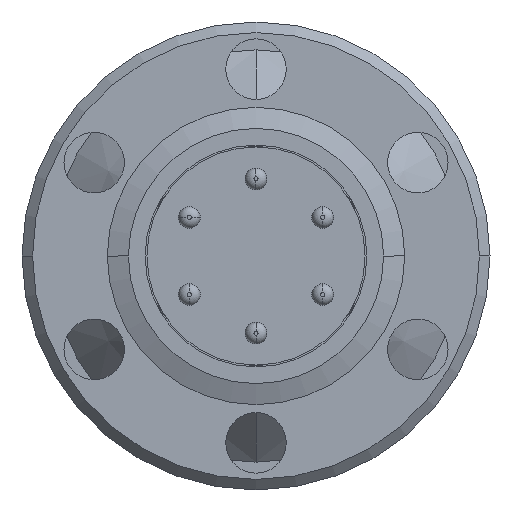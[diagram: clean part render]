
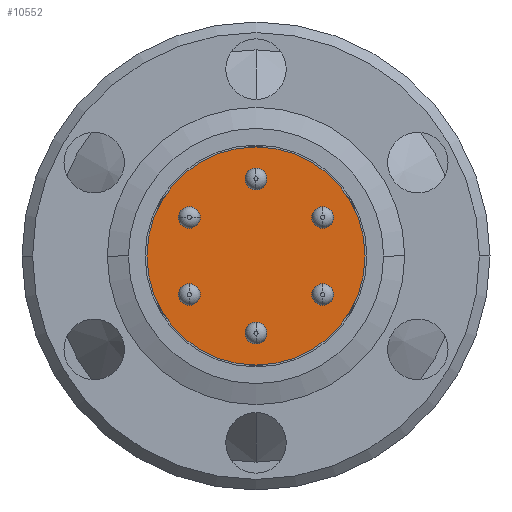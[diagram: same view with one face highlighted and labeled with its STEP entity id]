
A CAD part, front view. The second image highlights one B-rep face of the part: STEP entity #10552.
In plain terms, the highlighted planar face has unit normal (0, -1, 0).
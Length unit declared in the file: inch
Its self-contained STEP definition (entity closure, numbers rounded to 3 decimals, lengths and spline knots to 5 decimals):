
#795 = EDGE_LOOP ( 'NONE', ( #5921, #5922 ) ) ;
#802 = EDGE_LOOP ( 'NONE', ( #5923, #5924 ) ) ;
#803 = EDGE_LOOP ( 'NONE', ( #5925, #1381 ) ) ;
#809 = EDGE_LOOP ( 'NONE', ( #5919, #5920 ) ) ;
#810 = EDGE_LOOP ( 'NONE', ( #1314, #1323 ) ) ;
#811 = EDGE_LOOP ( 'NONE', ( #1382, #1313 ) ) ;
#814 = EDGE_LOOP ( 'NONE', ( #1325, #1328 ) ) ;
#1313 = ORIENTED_EDGE ( 'NONE', *, *, #4184, .F. ) ;
#1314 = ORIENTED_EDGE ( 'NONE', *, *, #10698, .F. ) ;
#1323 = ORIENTED_EDGE ( 'NONE', *, *, #4183, .F. ) ;
#1325 = ORIENTED_EDGE ( 'NONE', *, *, #4182, .F. ) ;
#1328 = ORIENTED_EDGE ( 'NONE', *, *, #10737, .F. ) ;
#1381 = ORIENTED_EDGE ( 'NONE', *, *, #4185, .F. ) ;
#1382 = ORIENTED_EDGE ( 'NONE', *, *, #10694, .F. ) ;
#1636 = AXIS2_PLACEMENT_3D ( 'NONE', #3702, #3704, #3705 ) ;
#1638 = AXIS2_PLACEMENT_3D ( 'NONE', #3719, #3720, #3722 ) ;
#1640 = AXIS2_PLACEMENT_3D ( 'NONE', #3739, #3741, #3742 ) ;
#1642 = AXIS2_PLACEMENT_3D ( 'NONE', #3756, #3758, #3760 ) ;
#1644 = AXIS2_PLACEMENT_3D ( 'NONE', #3776, #3778, #3780 ) ;
#1646 = AXIS2_PLACEMENT_3D ( 'NONE', #3805, #3808, #3810 ) ;
#1677 = AXIS2_PLACEMENT_3D ( 'NONE', #3721, #3723, #3724 ) ;
#1907 = AXIS2_PLACEMENT_3D ( 'NONE', #2742, #2737, #2743 ) ;
#2024 = CARTESIAN_POINT ( 'NONE',  ( 0.15966, -0.50552, 0.1095 ) ) ;
#2027 = CARTESIAN_POINT ( 'NONE',  ( -0.21966, -0.50552, 0.1095 ) ) ;
#2051 = CARTESIAN_POINT ( 'NONE',  ( -0.21966, -0.50552, -0.1095 ) ) ;
#2058 = CIRCLE ( 'NONE', #4018, 0.03 ) ;
#2059 = CARTESIAN_POINT ( 'NONE',  ( 0.03, -0.50552, 0.219 ) ) ;
#2061 = CIRCLE ( 'NONE', #4019, 0.03 ) ;
#2062 = CARTESIAN_POINT ( 'NONE',  ( -0.31, -0.50552, 0. ) ) ;
#2066 = CIRCLE ( 'NONE', #4020, 0.03 ) ;
#2071 = CIRCLE ( 'NONE', #4021, 0.03 ) ;
#2073 = CIRCLE ( 'NONE', #4023, 0.03 ) ;
#2075 = CIRCLE ( 'NONE', #4022, 0.03 ) ;
#2080 = CARTESIAN_POINT ( 'NONE',  ( 0.31, -0.50552, 0. ) ) ;
#2081 = CIRCLE ( 'NONE', #4024, 0.31 ) ;
#2102 = CARTESIAN_POINT ( 'NONE',  ( 0.03, -0.50552, -0.219 ) ) ;
#2106 = CARTESIAN_POINT ( 'NONE',  ( 0.21966, -0.50552, 0.1095 ) ) ;
#2110 = CARTESIAN_POINT ( 'NONE',  ( -0.03, -0.50552, -0.219 ) ) ;
#2131 = CARTESIAN_POINT ( 'NONE',  ( 0.21966, -0.50552, -0.1095 ) ) ;
#2135 = CARTESIAN_POINT ( 'NONE',  ( 0.15966, -0.50552, -0.1095 ) ) ;
#2737 = DIRECTION ( 'NONE',  ( 0., 1., 0. ) ) ;
#2740 = PLANE ( 'NONE',  #1907 ) ;
#2742 = CARTESIAN_POINT ( 'NONE',  ( 0., -0.50552, 0. ) ) ;
#2743 = DIRECTION ( 'NONE',  ( -1., 0., 0. ) ) ;
#3702 = CARTESIAN_POINT ( 'NONE',  ( -0.18966, -0.50552, -0.1095 ) ) ;
#3704 = DIRECTION ( 'NONE',  ( 0., -1., 0. ) ) ;
#3705 = DIRECTION ( 'NONE',  ( -1., 0., 0. ) ) ;
#3719 = CARTESIAN_POINT ( 'NONE',  ( -0.18966, -0.50552, 0.1095 ) ) ;
#3720 = DIRECTION ( 'NONE',  ( 0., -1., 0. ) ) ;
#3721 = CARTESIAN_POINT ( 'NONE',  ( 0., -0.50552, 0. ) ) ;
#3722 = DIRECTION ( 'NONE',  ( -1., 0., 0. ) ) ;
#3723 = DIRECTION ( 'NONE',  ( 0., 1., 0. ) ) ;
#3724 = DIRECTION ( 'NONE',  ( 1., 0., 0. ) ) ;
#3739 = CARTESIAN_POINT ( 'NONE',  ( 0., -0.50552, 0.219 ) ) ;
#3741 = DIRECTION ( 'NONE',  ( 0., -1., 0. ) ) ;
#3742 = DIRECTION ( 'NONE',  ( -1., 0., 0. ) ) ;
#3756 = CARTESIAN_POINT ( 'NONE',  ( 0.18966, -0.50552, 0.1095 ) ) ;
#3758 = DIRECTION ( 'NONE',  ( 0., -1., 0. ) ) ;
#3760 = DIRECTION ( 'NONE',  ( -1., 0., 0. ) ) ;
#3776 = CARTESIAN_POINT ( 'NONE',  ( 0.18966, -0.50552, -0.1095 ) ) ;
#3778 = DIRECTION ( 'NONE',  ( 0., -1., 0. ) ) ;
#3780 = DIRECTION ( 'NONE',  ( -1., 0., 0. ) ) ;
#3805 = CARTESIAN_POINT ( 'NONE',  ( 0., -0.50552, -0.219 ) ) ;
#3808 = DIRECTION ( 'NONE',  ( 0., -1., 0. ) ) ;
#3810 = DIRECTION ( 'NONE',  ( -1., 0., 0. ) ) ;
#4018 = AXIS2_PLACEMENT_3D ( 'NONE', #8513, #8512, #8511 ) ;
#4019 = AXIS2_PLACEMENT_3D ( 'NONE', #8517, #8516, #8515 ) ;
#4020 = AXIS2_PLACEMENT_3D ( 'NONE', #8522, #8521, #8520 ) ;
#4021 = AXIS2_PLACEMENT_3D ( 'NONE', #8526, #8525, #8524 ) ;
#4022 = AXIS2_PLACEMENT_3D ( 'NONE', #8529, #8528, #8527 ) ;
#4023 = AXIS2_PLACEMENT_3D ( 'NONE', #8408, #8413, #8402 ) ;
#4024 = AXIS2_PLACEMENT_3D ( 'NONE', #8420, #8424, #8423 ) ;
#4182 = EDGE_CURVE ( 'NONE', #8947, #8933, #2081, .T. ) ;
#4183 = EDGE_CURVE ( 'NONE', #8964, #8969, #2073, .T. ) ;
#4184 = EDGE_CURVE ( 'NONE', #8984, #8986, #2075, .T. ) ;
#4185 = EDGE_CURVE ( 'NONE', #8966, #8901, #2071, .T. ) ;
#4186 = EDGE_CURVE ( 'NONE', #8931, #8818, #2066, .T. ) ;
#4187 = EDGE_CURVE ( 'NONE', #8787, #8904, #2061, .T. ) ;
#4188 = EDGE_CURVE ( 'NONE', #8744, #8924, #2058, .T. ) ;
#4524 = FACE_BOUND ( 'NONE', #803, .T. ) ;
#4526 = FACE_BOUND ( 'NONE', #802, .T. ) ;
#4637 = CIRCLE ( 'NONE', #1677, 0.31 ) ;
#4673 = FACE_BOUND ( 'NONE', #795, .T. ) ;
#4675 = FACE_BOUND ( 'NONE', #811, .T. ) ;
#4677 = FACE_OUTER_BOUND ( 'NONE', #814, .T. ) ;
#4678 = FACE_BOUND ( 'NONE', #810, .T. ) ;
#4709 = FACE_BOUND ( 'NONE', #809, .T. ) ;
#4747 = CIRCLE ( 'NONE', #1646, 0.03 ) ;
#4767 = CIRCLE ( 'NONE', #1644, 0.03 ) ;
#4788 = CIRCLE ( 'NONE', #1642, 0.03 ) ;
#4816 = CIRCLE ( 'NONE', #1640, 0.03 ) ;
#4822 = CIRCLE ( 'NONE', #1638, 0.03 ) ;
#4901 = CIRCLE ( 'NONE', #1636, 0.03 ) ;
#5919 = ORIENTED_EDGE ( 'NONE', *, *, #10679, .F. ) ;
#5920 = ORIENTED_EDGE ( 'NONE', *, *, #4188, .F. ) ;
#5921 = ORIENTED_EDGE ( 'NONE', *, *, #10682, .F. ) ;
#5922 = ORIENTED_EDGE ( 'NONE', *, *, #4187, .F. ) ;
#5923 = ORIENTED_EDGE ( 'NONE', *, *, #10686, .F. ) ;
#5924 = ORIENTED_EDGE ( 'NONE', *, *, #4186, .F. ) ;
#5925 = ORIENTED_EDGE ( 'NONE', *, *, #10690, .F. ) ;
#8292 = CARTESIAN_POINT ( 'NONE',  ( -0.15966, -0.50552, 0.1095 ) ) ;
#8326 = CARTESIAN_POINT ( 'NONE',  ( -0.15966, -0.50552, -0.1095 ) ) ;
#8402 = DIRECTION ( 'NONE',  ( -1., 0., 0. ) ) ;
#8408 = CARTESIAN_POINT ( 'NONE',  ( 0., -0.50552, -0.219 ) ) ;
#8413 = DIRECTION ( 'NONE',  ( 0., -1., 0. ) ) ;
#8420 = CARTESIAN_POINT ( 'NONE',  ( 0., -0.50552, 0. ) ) ;
#8423 = DIRECTION ( 'NONE',  ( 1., 0., 0. ) ) ;
#8424 = DIRECTION ( 'NONE',  ( 0., 1., 0. ) ) ;
#8511 = DIRECTION ( 'NONE',  ( -1., 0., 0. ) ) ;
#8512 = DIRECTION ( 'NONE',  ( 0., -1., 0. ) ) ;
#8513 = CARTESIAN_POINT ( 'NONE',  ( -0.18966, -0.50552, -0.1095 ) ) ;
#8515 = DIRECTION ( 'NONE',  ( -1., 0., 0. ) ) ;
#8516 = DIRECTION ( 'NONE',  ( 0., -1., 0. ) ) ;
#8517 = CARTESIAN_POINT ( 'NONE',  ( -0.18966, -0.50552, 0.1095 ) ) ;
#8520 = DIRECTION ( 'NONE',  ( -1., 0., 0. ) ) ;
#8521 = DIRECTION ( 'NONE',  ( 0., -1., 0. ) ) ;
#8522 = CARTESIAN_POINT ( 'NONE',  ( 0., -0.50552, 0.219 ) ) ;
#8524 = DIRECTION ( 'NONE',  ( -1., 0., 0. ) ) ;
#8525 = DIRECTION ( 'NONE',  ( 0., -1., 0. ) ) ;
#8526 = CARTESIAN_POINT ( 'NONE',  ( 0.18966, -0.50552, 0.1095 ) ) ;
#8527 = DIRECTION ( 'NONE',  ( -1., 0., 0. ) ) ;
#8528 = DIRECTION ( 'NONE',  ( 0., -1., 0. ) ) ;
#8529 = CARTESIAN_POINT ( 'NONE',  ( 0.18966, -0.50552, -0.1095 ) ) ;
#8744 = VERTEX_POINT ( 'NONE', #8326 ) ;
#8787 = VERTEX_POINT ( 'NONE', #8292 ) ;
#8818 = VERTEX_POINT ( 'NONE', #9634 ) ;
#8901 = VERTEX_POINT ( 'NONE', #2024 ) ;
#8904 = VERTEX_POINT ( 'NONE', #2027 ) ;
#8924 = VERTEX_POINT ( 'NONE', #2051 ) ;
#8931 = VERTEX_POINT ( 'NONE', #2059 ) ;
#8933 = VERTEX_POINT ( 'NONE', #2062 ) ;
#8947 = VERTEX_POINT ( 'NONE', #2080 ) ;
#8964 = VERTEX_POINT ( 'NONE', #2102 ) ;
#8966 = VERTEX_POINT ( 'NONE', #2106 ) ;
#8969 = VERTEX_POINT ( 'NONE', #2110 ) ;
#8984 = VERTEX_POINT ( 'NONE', #2131 ) ;
#8986 = VERTEX_POINT ( 'NONE', #2135 ) ;
#9634 = CARTESIAN_POINT ( 'NONE',  ( -0.03, -0.50552, 0.219 ) ) ;
#10552 = ADVANCED_FACE ( 'NONE', ( #4709, #4673, #4526, #4524, #4675, #4678, #4677 ), #2740, .F. ) ;
#10679 = EDGE_CURVE ( 'NONE', #8924, #8744, #4901, .T. ) ;
#10682 = EDGE_CURVE ( 'NONE', #8904, #8787, #4822, .T. ) ;
#10686 = EDGE_CURVE ( 'NONE', #8818, #8931, #4816, .T. ) ;
#10690 = EDGE_CURVE ( 'NONE', #8901, #8966, #4788, .T. ) ;
#10694 = EDGE_CURVE ( 'NONE', #8986, #8984, #4767, .T. ) ;
#10698 = EDGE_CURVE ( 'NONE', #8969, #8964, #4747, .T. ) ;
#10737 = EDGE_CURVE ( 'NONE', #8933, #8947, #4637, .T. ) ;
